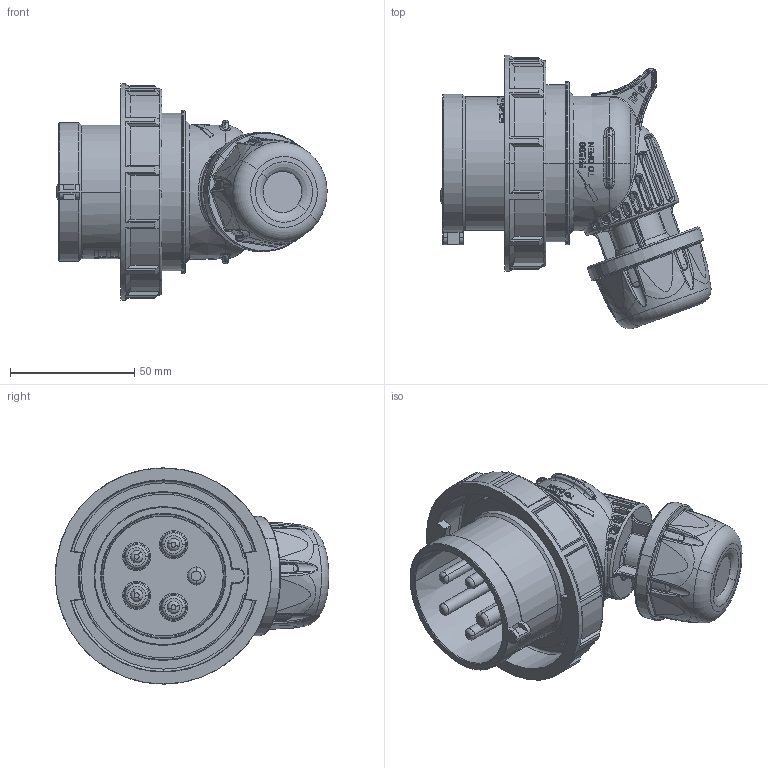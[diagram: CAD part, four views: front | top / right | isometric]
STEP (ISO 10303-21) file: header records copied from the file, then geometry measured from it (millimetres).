
FILE_DESCRIPTION (( 'STEP AP203' ), '1' );
FILE_NAME ('80152-6_VShark.STEP', '2022-09-06T07:28:50', ( '' ), ( '' ), 'SwSTEP 2.0', 'SolidWorks 2021', '' );
FILE_SCHEMA (( 'CONFIG_CONTROL_DESIGN' ));
Products named in the file (1): 80152-6_VShark
Bounding box: 108.78 x 110.09 x 87 mm (x, y, z)
Volume: 204065.6 mm3; surface area: 53499.8 mm2
Topology: 1 solids, 3 shells, 1576 faces, 3808 edges, 2288 vertices
Faces by surface type: bspline 611, plane 318, cylinder 219, torus 170, cone 161, sphere 97
Entity records: 73798 total; most frequent: CARTESIAN_POINT 42041, ORIENTED_EDGE 7572, DIRECTION 5244, EDGE_CURVE 3786, VERTEX_POINT 2280, AXIS2_PLACEMENT_3D 2222, B_SPLINE_CURVE_WITH_KNOTS 1686, EDGE_LOOP 1640
